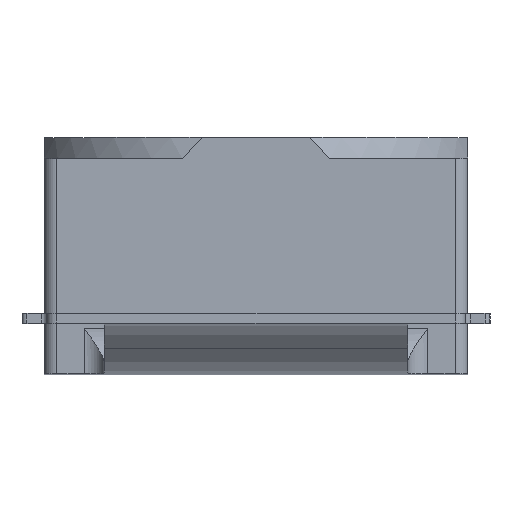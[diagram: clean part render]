
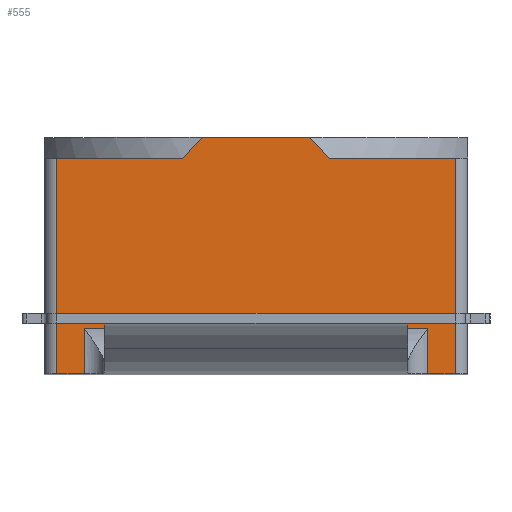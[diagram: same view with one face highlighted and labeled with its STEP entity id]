
A CAD part, top view. The second image highlights one B-rep face of the part: STEP entity #555.
In plain terms, the highlighted planar face has unit normal (0, 0, 1).
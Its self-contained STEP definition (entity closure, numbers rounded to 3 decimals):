
#17 = CARTESIAN_POINT ( 'NONE',  ( -4.25, 4.32, 4.25 ) ) ;
#33 = CARTESIAN_POINT ( 'NONE',  ( -4.25, 0., 4.25 ) ) ;
#161 = PLANE ( 'NONE',  #1613 ) ;
#174 = VERTEX_POINT ( 'NONE', #1565 ) ;
#175 = CARTESIAN_POINT ( 'NONE',  ( 3.45, 0., 4.25 ) ) ;
#179 = LINE ( 'NONE', #1620, #1733 ) ;
#183 = VECTOR ( 'NONE', #1106, 1000. ) ;
#193 = DIRECTION ( 'NONE',  ( 1., 0., 0. ) ) ;
#210 = EDGE_LOOP ( 'NONE', ( #1918, #1745, #1371, #1529, #433, #497, #1000, #1460, #1362, #666, #1537, #1736 ) ) ;
#243 = CARTESIAN_POINT ( 'NONE',  ( 3.45, 0.92, 4.25 ) ) ;
#274 = VERTEX_POINT ( 'NONE', #326 ) ;
#277 = EDGE_CURVE ( 'NONE', #568, #174, #291, .T. ) ;
#281 = EDGE_CURVE ( 'NONE', #983, #1935, #1440, .T. ) ;
#291 = LINE ( 'NONE', #453, #1035 ) ;
#313 = EDGE_CURVE ( 'NONE', #1566, #274, #1492, .T. ) ;
#326 = CARTESIAN_POINT ( 'NONE',  ( -1.479, 4.32, 4.25 ) ) ;
#341 = VECTOR ( 'NONE', #1261, 1000. ) ;
#389 = CARTESIAN_POINT ( 'NONE',  ( -1.356, 4.471, 4.25 ) ) ;
#394 = VERTEX_POINT ( 'NONE', #243 ) ;
#429 = LINE ( 'NONE', #17, #1571 ) ;
#433 = ORIENTED_EDGE ( 'NONE', *, *, #817, .F. ) ;
#453 = CARTESIAN_POINT ( 'NONE',  ( -4.25, 0., 4.25 ) ) ;
#490 = LINE ( 'NONE', #1712, #1636 ) ;
#497 = ORIENTED_EDGE ( 'NONE', *, *, #1091, .F. ) ;
#553 = CARTESIAN_POINT ( 'NONE',  ( -4., 4.32, 4.25 ) ) ;
#555 = ADVANCED_FACE ( 'NONE', ( #1402 ), #161, .F. ) ;
#564 = VERTEX_POINT ( 'NONE', #1215 ) ;
#568 = VERTEX_POINT ( 'NONE', #1521 ) ;
#574 = DIRECTION ( 'NONE',  ( 0., -1., 0. ) ) ;
#581 = LINE ( 'NONE', #814, #183 ) ;
#597 = EDGE_CURVE ( 'NONE', #394, #983, #1305, .T. ) ;
#599 = VECTOR ( 'NONE', #682, 1000. ) ;
#618 = CARTESIAN_POINT ( 'NONE',  ( -4.25, 4.32, 4.25 ) ) ;
#666 = ORIENTED_EDGE ( 'NONE', *, *, #1693, .F. ) ;
#667 = CARTESIAN_POINT ( 'NONE',  ( 1.224, 4.617, 4.25 ) ) ;
#682 = DIRECTION ( 'NONE',  ( 1., 0., 0. ) ) ;
#700 = CARTESIAN_POINT ( 'NONE',  ( -1.079, 4.75, 4.25 ) ) ;
#728 = VERTEX_POINT ( 'NONE', #1901 ) ;
#759 = VERTEX_POINT ( 'NONE', #1129 ) ;
#768 = DIRECTION ( 'NONE',  ( 0., 0., -1. ) ) ;
#814 = CARTESIAN_POINT ( 'NONE',  ( -4., 4.75, 4.25 ) ) ;
#817 = EDGE_CURVE ( 'NONE', #889, #1935, #179, .T. ) ;
#880 = CARTESIAN_POINT ( 'NONE',  ( 3.45, 0.12, 4.25 ) ) ;
#889 = VERTEX_POINT ( 'NONE', #1046 ) ;
#905 = DIRECTION ( 'NONE',  ( 1., 0., 0. ) ) ;
#907 = VECTOR ( 'NONE', #574, 1000. ) ;
#983 = VERTEX_POINT ( 'NONE', #175 ) ;
#1000 = ORIENTED_EDGE ( 'NONE', *, *, #1214, .T. ) ;
#1005 = LINE ( 'NONE', #1430, #599 ) ;
#1035 = VECTOR ( 'NONE', #905, 1000. ) ;
#1046 = CARTESIAN_POINT ( 'NONE',  ( 4., 4.32, 4.25 ) ) ;
#1091 = EDGE_CURVE ( 'NONE', #759, #889, #1128, .T. ) ;
#1104 = CARTESIAN_POINT ( 'NONE',  ( 1.356, 4.471, 4.25 ) ) ;
#1106 = DIRECTION ( 'NONE',  ( 0., -1., 0. ) ) ;
#1124 = CARTESIAN_POINT ( 'NONE',  ( -1.079, 4.75, 4.25 ) ) ;
#1128 = LINE ( 'NONE', #1405, #1525 ) ;
#1129 = CARTESIAN_POINT ( 'NONE',  ( 1.479, 4.32, 4.25 ) ) ;
#1165 = LINE ( 'NONE', #1544, #1915 ) ;
#1192 = EDGE_CURVE ( 'NONE', #564, #174, #490, .T. ) ;
#1206 = B_SPLINE_CURVE_WITH_KNOTS ( 'NONE', 3,
 ( #1260, #1104, #667, #1716 ),
 .UNSPECIFIED., .F., .F.,
 ( 4, 4 ),
 ( 0.005, 0.006 ),
 .UNSPECIFIED. ) ;
#1214 = EDGE_CURVE ( 'NONE', #759, #728, #1206, .T. ) ;
#1215 = CARTESIAN_POINT ( 'NONE',  ( -3.45, 0.92, 4.25 ) ) ;
#1260 = CARTESIAN_POINT ( 'NONE',  ( 1.479, 4.32, 4.25 ) ) ;
#1261 = DIRECTION ( 'NONE',  ( 1., 0., 0. ) ) ;
#1268 = CARTESIAN_POINT ( 'NONE',  ( 4., 0., 4.25 ) ) ;
#1275 = CARTESIAN_POINT ( 'NONE',  ( -1.224, 4.617, 4.25 ) ) ;
#1278 = EDGE_CURVE ( 'NONE', #1566, #728, #1005, .T. ) ;
#1305 = LINE ( 'NONE', #880, #907 ) ;
#1352 = DIRECTION ( 'NONE',  ( 1., 0., 0. ) ) ;
#1362 = ORIENTED_EDGE ( 'NONE', *, *, #313, .T. ) ;
#1371 = ORIENTED_EDGE ( 'NONE', *, *, #597, .T. ) ;
#1380 = EDGE_CURVE ( 'NONE', #564, #394, #1165, .T. ) ;
#1402 = FACE_OUTER_BOUND ( 'NONE', #210, .T. ) ;
#1405 = CARTESIAN_POINT ( 'NONE',  ( -4.25, 4.32, 4.25 ) ) ;
#1430 = CARTESIAN_POINT ( 'NONE',  ( -4., 4.75, 4.25 ) ) ;
#1431 = CARTESIAN_POINT ( 'NONE',  ( -1.479, 4.32, 4.25 ) ) ;
#1440 = LINE ( 'NONE', #33, #341 ) ;
#1460 = ORIENTED_EDGE ( 'NONE', *, *, #1278, .F. ) ;
#1492 = B_SPLINE_CURVE_WITH_KNOTS ( 'NONE', 3,
 ( #1124, #1275, #389, #1431 ),
 .UNSPECIFIED., .F., .F.,
 ( 4, 4 ),
 ( 0.008, 0.009 ),
 .UNSPECIFIED. ) ;
#1521 = CARTESIAN_POINT ( 'NONE',  ( -4., 0., 4.25 ) ) ;
#1525 = VECTOR ( 'NONE', #1708, 1000. ) ;
#1529 = ORIENTED_EDGE ( 'NONE', *, *, #281, .T. ) ;
#1537 = ORIENTED_EDGE ( 'NONE', *, *, #1917, .T. ) ;
#1544 = CARTESIAN_POINT ( 'NONE',  ( 3.45, 0.92, 4.25 ) ) ;
#1565 = CARTESIAN_POINT ( 'NONE',  ( -3.45, 0., 4.25 ) ) ;
#1566 = VERTEX_POINT ( 'NONE', #700 ) ;
#1571 = VECTOR ( 'NONE', #1352, 1000. ) ;
#1609 = VERTEX_POINT ( 'NONE', #553 ) ;
#1613 = AXIS2_PLACEMENT_3D ( 'NONE', #618, #768, #1819 ) ;
#1620 = CARTESIAN_POINT ( 'NONE',  ( 4., 4.75, 4.25 ) ) ;
#1636 = VECTOR ( 'NONE', #1859, 1000. ) ;
#1693 = EDGE_CURVE ( 'NONE', #1609, #274, #429, .T. ) ;
#1708 = DIRECTION ( 'NONE',  ( 1., 0., 0. ) ) ;
#1712 = CARTESIAN_POINT ( 'NONE',  ( -3.45, 0.12, 4.25 ) ) ;
#1716 = CARTESIAN_POINT ( 'NONE',  ( 1.079, 4.75, 4.25 ) ) ;
#1733 = VECTOR ( 'NONE', #1775, 1000. ) ;
#1736 = ORIENTED_EDGE ( 'NONE', *, *, #277, .T. ) ;
#1745 = ORIENTED_EDGE ( 'NONE', *, *, #1380, .T. ) ;
#1775 = DIRECTION ( 'NONE',  ( 0., -1., 0. ) ) ;
#1819 = DIRECTION ( 'NONE',  ( -1., 0., 0. ) ) ;
#1859 = DIRECTION ( 'NONE',  ( 0., -1., 0. ) ) ;
#1901 = CARTESIAN_POINT ( 'NONE',  ( 1.079, 4.75, 4.25 ) ) ;
#1915 = VECTOR ( 'NONE', #193, 1000. ) ;
#1917 = EDGE_CURVE ( 'NONE', #1609, #568, #581, .T. ) ;
#1918 = ORIENTED_EDGE ( 'NONE', *, *, #1192, .F. ) ;
#1935 = VERTEX_POINT ( 'NONE', #1268 ) ;
